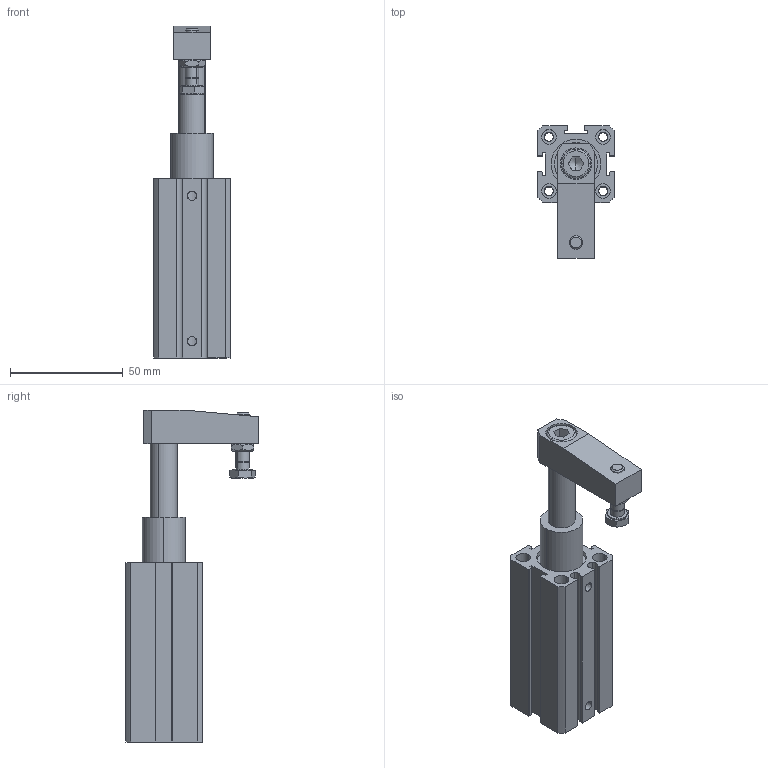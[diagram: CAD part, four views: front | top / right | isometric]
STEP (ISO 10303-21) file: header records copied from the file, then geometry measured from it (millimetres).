
FILE_DESCRIPTION((''),'2;1');
FILE_NAME('SC20.stp','2004-02-12T10:33:02',('matthew'),(''),'Autodesk Inventor (R) 6.0','Autodesk Inventor (R) 6.0','');
FILE_SCHEMA(('AUTOMOTIVE_DESIGN { 1 0 10303 214 1 1 1 1 }'));
Length unit declared in the file: millimetre
Products named in the file (7): SC20; SC201; SC202; SC203; SC204; SC205; SC206
Assembly tree (6 placements, depth 2):
  SC20
    SC201
    SC202
    SC203
    SC204
    SC205
    SC206
Bounding box: 34 x 59 x 147.3 mm (x, y, z)
Volume: 87941 mm3; surface area: 35321.2 mm2
Topology: 6 solids, 6 shells, 235 faces, 570 edges, 364 vertices
Faces by surface type: plane 84, cylinder 70, bspline 59, cone 22
Entity records: 7895 total; most frequent: CARTESIAN_POINT 2299, DIRECTION 1147, ORIENTED_EDGE 1136, EDGE_CURVE 568, AXIS2_PLACEMENT_3D 426, VERTEX_POINT 364, VECTOR 295, LINE 295
